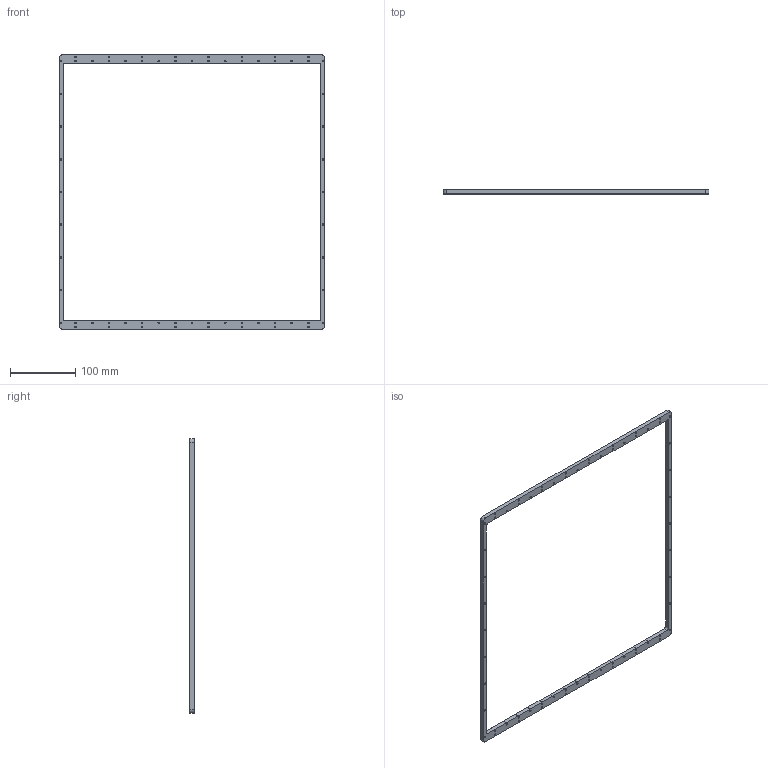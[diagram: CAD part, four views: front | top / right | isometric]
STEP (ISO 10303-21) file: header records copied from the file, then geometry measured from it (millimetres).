
FILE_DESCRIPTION(/* description */ (''),/* implementation_level */ '2;1');
FILE_NAME(/* name */ 'BasePlate.stp',/* time_stamp */ '2016-08-18T11:37:27-05:00',/* author */ (''),/* organization */ (''),/* preprocessor_version */ 'ST-DEVELOPER v16.5',/* originating_system */ 'Autodesk Translation Framework v5.1.0.2740',/* authorisation */ '');
FILE_SCHEMA (('AUTOMOTIVE_DESIGN { 1 0 10303 214 3 1 1 }'));
Length unit declared in the file: centimetre
Products named in the file (1): BasePlate
Bounding box: 406.4 x 6.35 x 419.1 mm (x, y, z)
Volume: 94561.8 mm3; surface area: 54003.4 mm2
Topology: 1 solids, 1 shells, 142 faces, 330 edges, 220 vertices
Faces by surface type: cylinder 102, plane 40
Full cylindrical faces by diameter (mm): 2.381 x34, 2.388 x30, 4.115 x30
Entity records: 3972 total; most frequent: DIRECTION 726, CARTESIAN_POINT 599, ORIENTED_EDGE 472, EDGE_LOOP 396, AXIS2_PLACEMENT_3D 347, FACE_BOUND 254, EDGE_CURVE 236, VERTEX_POINT 220
